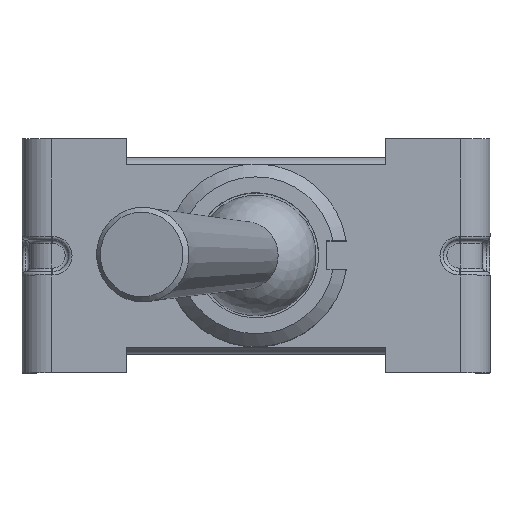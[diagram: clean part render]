
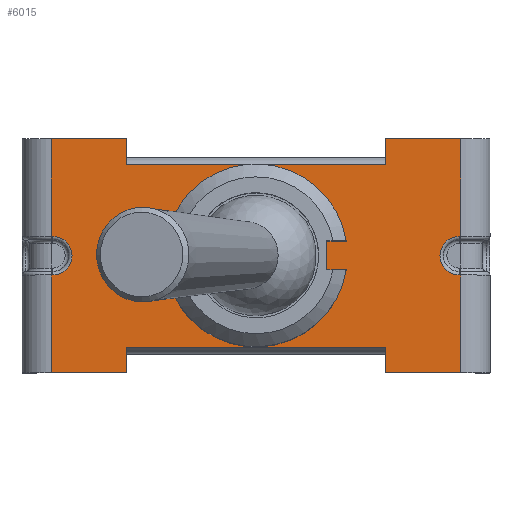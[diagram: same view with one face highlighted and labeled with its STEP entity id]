
A CAD part, top view. The second image highlights one B-rep face of the part: STEP entity #6015.
In plain terms, the highlighted planar face has unit normal (0, 0, 1).
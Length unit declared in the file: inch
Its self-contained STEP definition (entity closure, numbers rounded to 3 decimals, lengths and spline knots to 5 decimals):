
#169=PLANE('',#6416);
#388=FACE_BOUND('',#811,.T.);
#441=FACE_OUTER_BOUND('',#810,.T.);
#810=EDGE_LOOP('',(#4206,#4207,#4208,#4209,#4210,#4211,#4212,#4213,#4214,
#4215,#4216,#4217,#4218,#4219,#4220,#4221,#4222,#4223,#4224,#4225));
#811=EDGE_LOOP('',(#4226,#4227,#4228,#4229));
#1190=LINE('',#8945,#1843);
#1191=LINE('',#8947,#1844);
#1192=LINE('',#8949,#1845);
#1193=LINE('',#8951,#1846);
#1194=LINE('',#8953,#1847);
#1195=LINE('',#8955,#1848);
#1196=LINE('',#8959,#1849);
#1197=LINE('',#8961,#1850);
#1198=LINE('',#8963,#1851);
#1199=LINE('',#8965,#1852);
#1200=LINE('',#8967,#1853);
#1201=LINE('',#8969,#1854);
#1202=LINE('',#8971,#1855);
#1203=LINE('',#8973,#1856);
#1204=LINE('',#8975,#1857);
#1205=LINE('',#8979,#1858);
#1206=LINE('',#8981,#1859);
#1207=LINE('',#8982,#1860);
#1208=LINE('',#8985,#1861);
#1209=LINE('',#8987,#1862);
#1210=LINE('',#8989,#1863);
#1843=VECTOR('',#7050,0.3937);
#1844=VECTOR('',#7051,0.3937);
#1845=VECTOR('',#7052,0.3937);
#1846=VECTOR('',#7053,0.3937);
#1847=VECTOR('',#7054,0.3937);
#1848=VECTOR('',#7055,0.3937);
#1849=VECTOR('',#7058,0.3937);
#1850=VECTOR('',#7059,0.3937);
#1851=VECTOR('',#7060,0.3937);
#1852=VECTOR('',#7061,0.3937);
#1853=VECTOR('',#7062,0.3937);
#1854=VECTOR('',#7063,0.3937);
#1855=VECTOR('',#7064,0.3937);
#1856=VECTOR('',#7065,0.3937);
#1857=VECTOR('',#7066,0.3937);
#1858=VECTOR('',#7069,0.3937);
#1859=VECTOR('',#7070,0.3937);
#1860=VECTOR('',#7071,0.3937);
#1861=VECTOR('',#7072,0.3937);
#1862=VECTOR('',#7073,0.3937);
#1863=VECTOR('',#7074,0.3937);
#2500=CIRCLE('',#6417,0.02638);
#2501=CIRCLE('',#6418,0.02638);
#2502=CIRCLE('',#6419,0.125);
#2723=VERTEX_POINT('',#8943);
#2724=VERTEX_POINT('',#8944);
#2725=VERTEX_POINT('',#8946);
#2726=VERTEX_POINT('',#8948);
#2727=VERTEX_POINT('',#8950);
#2728=VERTEX_POINT('',#8952);
#2729=VERTEX_POINT('',#8954);
#2730=VERTEX_POINT('',#8956);
#2731=VERTEX_POINT('',#8958);
#2732=VERTEX_POINT('',#8960);
#2733=VERTEX_POINT('',#8962);
#2734=VERTEX_POINT('',#8964);
#2735=VERTEX_POINT('',#8966);
#2736=VERTEX_POINT('',#8968);
#2737=VERTEX_POINT('',#8970);
#2738=VERTEX_POINT('',#8972);
#2739=VERTEX_POINT('',#8974);
#2740=VERTEX_POINT('',#8976);
#2741=VERTEX_POINT('',#8978);
#2742=VERTEX_POINT('',#8980);
#2743=VERTEX_POINT('',#8983);
#2744=VERTEX_POINT('',#8984);
#2745=VERTEX_POINT('',#8986);
#2746=VERTEX_POINT('',#8988);
#3284=EDGE_CURVE('',#2723,#2724,#1190,.T.);
#3285=EDGE_CURVE('',#2724,#2725,#1191,.T.);
#3286=EDGE_CURVE('',#2725,#2726,#1192,.T.);
#3287=EDGE_CURVE('',#2727,#2726,#1193,.T.);
#3288=EDGE_CURVE('',#2727,#2728,#1194,.T.);
#3289=EDGE_CURVE('',#2729,#2728,#1195,.T.);
#3290=EDGE_CURVE('',#2730,#2729,#2500,.T.);
#3291=EDGE_CURVE('',#2731,#2730,#1196,.T.);
#3292=EDGE_CURVE('',#2731,#2732,#1197,.T.);
#3293=EDGE_CURVE('',#2733,#2732,#1198,.T.);
#3294=EDGE_CURVE('',#2733,#2734,#1199,.T.);
#3295=EDGE_CURVE('',#2734,#2735,#1200,.T.);
#3296=EDGE_CURVE('',#2735,#2736,#1201,.T.);
#3297=EDGE_CURVE('',#2737,#2736,#1202,.T.);
#3298=EDGE_CURVE('',#2737,#2738,#1203,.T.);
#3299=EDGE_CURVE('',#2739,#2738,#1204,.T.);
#3300=EDGE_CURVE('',#2740,#2739,#2501,.T.);
#3301=EDGE_CURVE('',#2741,#2740,#1205,.T.);
#3302=EDGE_CURVE('',#2741,#2742,#1206,.T.);
#3303=EDGE_CURVE('',#2723,#2742,#1207,.T.);
#3304=EDGE_CURVE('',#2743,#2744,#1208,.T.);
#3305=EDGE_CURVE('',#2745,#2743,#1209,.T.);
#3306=EDGE_CURVE('',#2746,#2745,#1210,.T.);
#3307=EDGE_CURVE('',#2744,#2746,#2502,.T.);
#4206=ORIENTED_EDGE('',*,*,#3284,.T.);
#4207=ORIENTED_EDGE('',*,*,#3285,.T.);
#4208=ORIENTED_EDGE('',*,*,#3286,.T.);
#4209=ORIENTED_EDGE('',*,*,#3287,.F.);
#4210=ORIENTED_EDGE('',*,*,#3288,.T.);
#4211=ORIENTED_EDGE('',*,*,#3289,.F.);
#4212=ORIENTED_EDGE('',*,*,#3290,.F.);
#4213=ORIENTED_EDGE('',*,*,#3291,.F.);
#4214=ORIENTED_EDGE('',*,*,#3292,.T.);
#4215=ORIENTED_EDGE('',*,*,#3293,.F.);
#4216=ORIENTED_EDGE('',*,*,#3294,.T.);
#4217=ORIENTED_EDGE('',*,*,#3295,.T.);
#4218=ORIENTED_EDGE('',*,*,#3296,.T.);
#4219=ORIENTED_EDGE('',*,*,#3297,.F.);
#4220=ORIENTED_EDGE('',*,*,#3298,.T.);
#4221=ORIENTED_EDGE('',*,*,#3299,.F.);
#4222=ORIENTED_EDGE('',*,*,#3300,.F.);
#4223=ORIENTED_EDGE('',*,*,#3301,.F.);
#4224=ORIENTED_EDGE('',*,*,#3302,.T.);
#4225=ORIENTED_EDGE('',*,*,#3303,.F.);
#4226=ORIENTED_EDGE('',*,*,#3304,.F.);
#4227=ORIENTED_EDGE('',*,*,#3305,.F.);
#4228=ORIENTED_EDGE('',*,*,#3306,.F.);
#4229=ORIENTED_EDGE('',*,*,#3307,.F.);
#6015=ADVANCED_FACE('',(#441,#388),#169,.T.);
#6416=AXIS2_PLACEMENT_3D('',#8942,#7048,#7049);
#6417=AXIS2_PLACEMENT_3D('',#8957,#7056,#7057);
#6418=AXIS2_PLACEMENT_3D('',#8977,#7067,#7068);
#6419=AXIS2_PLACEMENT_3D('',#8990,#7075,#7076);
#7048=DIRECTION('center_axis',(0.,0.,
1.));
#7049=DIRECTION('ref_axis',(1.,0.,0.));
#7050=DIRECTION('',(0.,-1.,0.));
#7051=DIRECTION('',(-1.,0.,0.));
#7052=DIRECTION('',(0.,1.,0.));
#7053=DIRECTION('',(1.,0.,0.));
#7054=DIRECTION('',(0.,-1.,0.));
#7055=DIRECTION('',(-1.,0.,0.));
#7056=DIRECTION('center_axis',(0.,0.,
1.));
#7057=DIRECTION('ref_axis',(1.,0.,0.));
#7058=DIRECTION('',(1.,0.,0.));
#7059=DIRECTION('',(0.,-1.,0.));
#7060=DIRECTION('',(-1.,0.,0.));
#7061=DIRECTION('',(0.,1.,0.));
#7062=DIRECTION('',(1.,0.,0.));
#7063=DIRECTION('',(0.,-1.,0.));
#7064=DIRECTION('',(-1.,0.,0.));
#7065=DIRECTION('',(0.,1.,0.));
#7066=DIRECTION('',(1.,0.,0.));
#7067=DIRECTION('center_axis',(0.,0.,
1.));
#7068=DIRECTION('ref_axis',(-1.,0.,0.));
#7069=DIRECTION('',(-1.,0.,0.));
#7070=DIRECTION('',(0.,1.,0.));
#7071=DIRECTION('',(1.,0.,0.));
#7072=DIRECTION('',(1.,0.,0.));
#7073=DIRECTION('',(0.,1.,0.));
#7074=DIRECTION('',(-1.,0.,0.));
#7075=DIRECTION('center_axis',(0.,0.,
1.));
#7076=DIRECTION('ref_axis',(0.987,0.161,0.));
#8942=CARTESIAN_POINT('Origin',(0.,0.,
0.37008));
#8943=CARTESIAN_POINT('',(0.17717,0.16004,0.37008));
#8944=CARTESIAN_POINT('',(0.17717,0.12539,0.37008));
#8945=CARTESIAN_POINT('',(0.17717,0.0627,0.37008));
#8946=CARTESIAN_POINT('',(-0.17717,0.12539,0.37008));
#8947=CARTESIAN_POINT('',(-0.08858,0.12539,0.37008));
#8948=CARTESIAN_POINT('',(-0.17717,0.16004,0.37008));
#8949=CARTESIAN_POINT('',(-0.17717,0.08002,0.37008));
#8950=CARTESIAN_POINT('',(-0.27992,0.16004,0.37008));
#8951=CARTESIAN_POINT('',(-0.32008,0.16004,0.37008));
#8952=CARTESIAN_POINT('',(-0.27992,0.02638,0.37008));
#8953=CARTESIAN_POINT('',(-0.27992,0.08002,0.37008));
#8954=CARTESIAN_POINT('',(-0.27795,0.02638,0.37008));
#8955=CARTESIAN_POINT('',(-0.16004,0.02638,0.37008));
#8956=CARTESIAN_POINT('',(-0.27795,-0.02638,0.37008));
#8957=CARTESIAN_POINT('Origin',(-0.27795,0.,
0.37008));
#8958=CARTESIAN_POINT('',(-0.27992,-0.02638,0.37008));
#8959=CARTESIAN_POINT('',(-0.16004,-0.02638,0.37008));
#8960=CARTESIAN_POINT('',(-0.27992,-0.16004,0.37008));
#8961=CARTESIAN_POINT('',(-0.27992,0.08002,0.37008));
#8962=CARTESIAN_POINT('',(-0.17717,-0.16004,0.37008));
#8963=CARTESIAN_POINT('',(0.32008,-0.16004,0.37008));
#8964=CARTESIAN_POINT('',(-0.17717,-0.12539,0.37008));
#8965=CARTESIAN_POINT('',(-0.17717,-0.0627,0.37008));
#8966=CARTESIAN_POINT('',(0.17717,-0.12539,0.37008));
#8967=CARTESIAN_POINT('',(0.08858,-0.12539,0.37008));
#8968=CARTESIAN_POINT('',(0.17717,-0.16004,0.37008));
#8969=CARTESIAN_POINT('',(0.17717,-0.08002,0.37008));
#8970=CARTESIAN_POINT('',(0.27992,-0.16004,0.37008));
#8971=CARTESIAN_POINT('',(0.32008,-0.16004,0.37008));
#8972=CARTESIAN_POINT('',(0.27992,-0.02638,0.37008));
#8973=CARTESIAN_POINT('',(0.27992,-0.08002,0.37008));
#8974=CARTESIAN_POINT('',(0.27795,-0.02638,0.37008));
#8975=CARTESIAN_POINT('',(0.16004,-0.02638,0.37008));
#8976=CARTESIAN_POINT('',(0.27795,0.02638,0.37008));
#8977=CARTESIAN_POINT('Origin',(0.27795,0.,
0.37008));
#8978=CARTESIAN_POINT('',(0.27992,0.02638,0.37008));
#8979=CARTESIAN_POINT('',(0.16004,0.02638,0.37008));
#8980=CARTESIAN_POINT('',(0.27992,0.16004,0.37008));
#8981=CARTESIAN_POINT('',(0.27992,-0.08002,0.37008));
#8982=CARTESIAN_POINT('',(-0.32008,0.16004,0.37008));
#8983=CARTESIAN_POINT('',(0.09705,0.02008,0.37008));
#8984=CARTESIAN_POINT('',(0.12338,0.02008,0.37008));
#8985=CARTESIAN_POINT('',(0.06169,0.02008,0.37008));
#8986=CARTESIAN_POINT('',(0.09705,-0.02008,0.37008));
#8987=CARTESIAN_POINT('',(0.09705,0.01004,0.37008));
#8988=CARTESIAN_POINT('',(0.12338,-0.02008,0.37008));
#8989=CARTESIAN_POINT('',(0.04852,-0.02008,0.37008));
#8990=CARTESIAN_POINT('Origin',(0.,0.,
0.37008));
